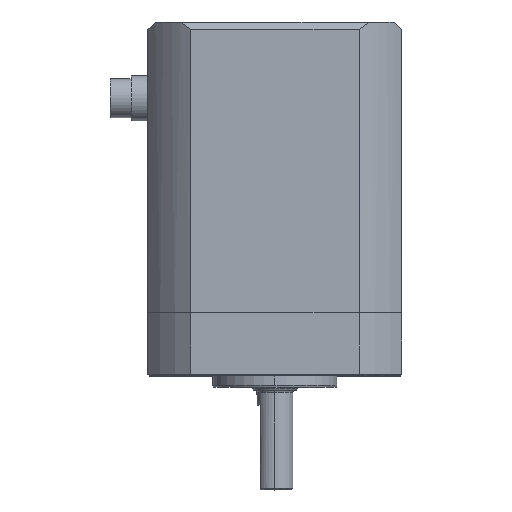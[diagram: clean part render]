
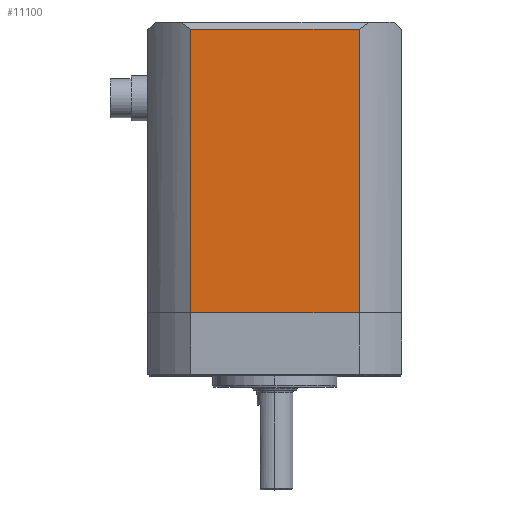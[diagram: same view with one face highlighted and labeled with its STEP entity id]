
A CAD part, top view. The second image highlights one B-rep face of the part: STEP entity #11100.
In plain terms, the highlighted face is planar.
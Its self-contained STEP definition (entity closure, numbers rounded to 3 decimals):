
#80 = CARTESIAN_POINT ( 'NONE',  ( -22.5, 51.5, -22.5 ) ) ;
#262 = DIRECTION ( 'NONE',  ( -1., 0., 0. ) ) ;
#600 = VECTOR ( 'NONE', #13905, 1000. ) ;
#818 = EDGE_LOOP ( 'NONE', ( #10368, #14778, #1962, #3965 ) ) ;
#1229 = VERTEX_POINT ( 'NONE', #12655 ) ;
#1301 = CARTESIAN_POINT ( 'NONE',  ( -14.925, 51.5, -22.5 ) ) ;
#1962 = ORIENTED_EDGE ( 'NONE', *, *, #13644, .T. ) ;
#1969 = EDGE_CURVE ( 'NONE', #1229, #11180, #6046, .T. ) ;
#2488 = VECTOR ( 'NONE', #4827, 1000. ) ;
#2708 = EDGE_CURVE ( 'NONE', #1229, #3557, #9751, .T. ) ;
#3557 = VERTEX_POINT ( 'NONE', #1301 ) ;
#3731 = DIRECTION ( 'NONE',  ( 0., 0., 1. ) ) ;
#3877 = DIRECTION ( 'NONE',  ( 1., 0., 0. ) ) ;
#3965 = ORIENTED_EDGE ( 'NONE', *, *, #2708, .F. ) ;
#4026 = VERTEX_POINT ( 'NONE', #5885 ) ;
#4484 = AXIS2_PLACEMENT_3D ( 'NONE', #7487, #3731, #3877 ) ;
#4827 = DIRECTION ( 'NONE',  ( -1., 0., 0. ) ) ;
#5571 = CARTESIAN_POINT ( 'NONE',  ( -14.925, 51.5, -22.5 ) ) ;
#5885 = CARTESIAN_POINT ( 'NONE',  ( -14.925, 1.3, -22.5 ) ) ;
#6046 = LINE ( 'NONE', #15387, #8447 ) ;
#6162 = PLANE ( 'NONE',  #4484 ) ;
#6688 = VECTOR ( 'NONE', #262, 1000. ) ;
#7409 = LINE ( 'NONE', #5571, #600 ) ;
#7487 = CARTESIAN_POINT ( 'NONE',  ( -22.5, 51.5, -22.5 ) ) ;
#7718 = EDGE_CURVE ( 'NONE', #11180, #4026, #9493, .T. ) ;
#8447 = VECTOR ( 'NONE', #15227, 1000. ) ;
#8594 = CARTESIAN_POINT ( 'NONE',  ( -22.5, 1.3, -22.5 ) ) ;
#8866 = CARTESIAN_POINT ( 'NONE',  ( 14.925, 1.3, -22.5 ) ) ;
#9493 = LINE ( 'NONE', #8594, #6688 ) ;
#9751 = LINE ( 'NONE', #80, #2488 ) ;
#10368 = ORIENTED_EDGE ( 'NONE', *, *, #1969, .T. ) ;
#11100 = ADVANCED_FACE ( 'NONE', ( #13502 ), #6162, .F. ) ;
#11180 = VERTEX_POINT ( 'NONE', #8866 ) ;
#12655 = CARTESIAN_POINT ( 'NONE',  ( 14.925, 51.5, -22.5 ) ) ;
#13502 = FACE_OUTER_BOUND ( 'NONE', #818, .T. ) ;
#13644 = EDGE_CURVE ( 'NONE', #4026, #3557, #7409, .T. ) ;
#13905 = DIRECTION ( 'NONE',  ( 0., 1., 0. ) ) ;
#14778 = ORIENTED_EDGE ( 'NONE', *, *, #7718, .T. ) ;
#15227 = DIRECTION ( 'NONE',  ( 0., -1., 0. ) ) ;
#15387 = CARTESIAN_POINT ( 'NONE',  ( 14.925, 51.5, -22.5 ) ) ;
